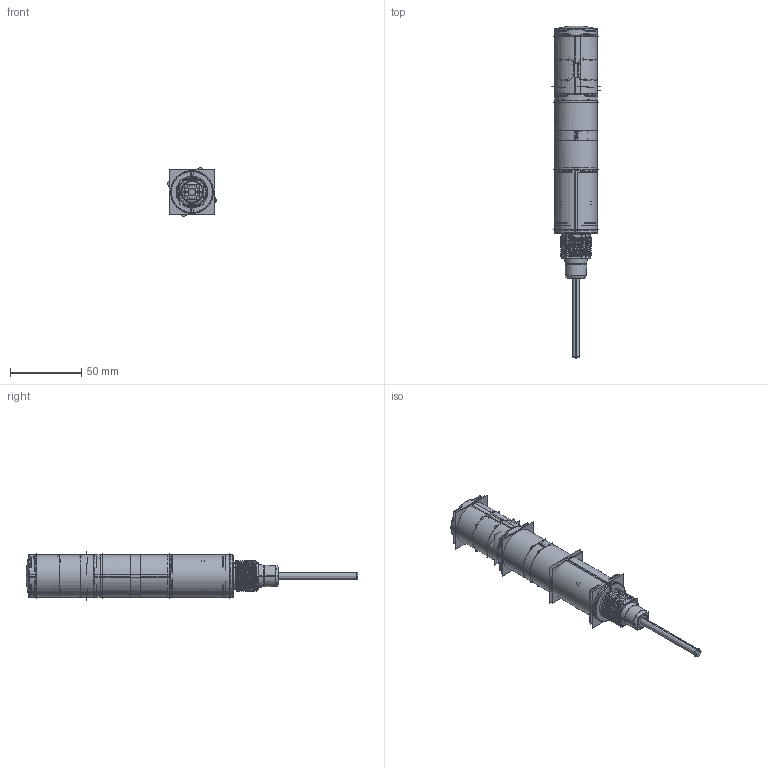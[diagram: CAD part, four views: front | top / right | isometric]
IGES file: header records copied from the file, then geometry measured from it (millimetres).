
Start section:  PTC IGES file: 204593.igs
Global section: file name: 204593.igs; native system: Creo Parametric by PTC Inc.; preprocessor: 2016260; author: pdmadmin; organization: Unknown; date: 20180509.142831; units: millimetre
Bounding box: 34.96 x 233.13 x 35 mm (x, y, z)
Volume: 55346.8 mm3; surface area: 268017.6 mm2
Topology: 13 solids, 13 shells, 3494 faces, 16762 edges, 20715 vertices
Faces by surface type: bspline 1920, revolution 1574
